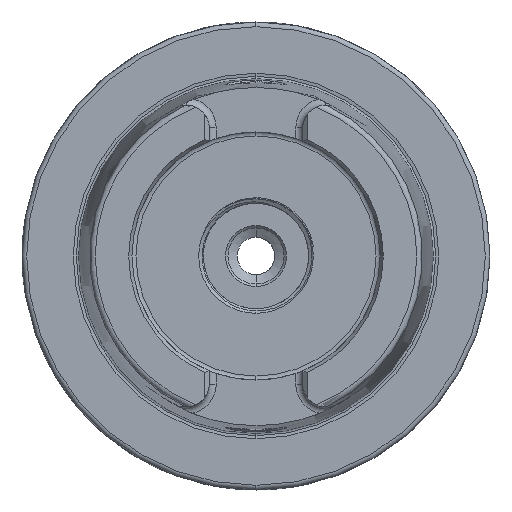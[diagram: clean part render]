
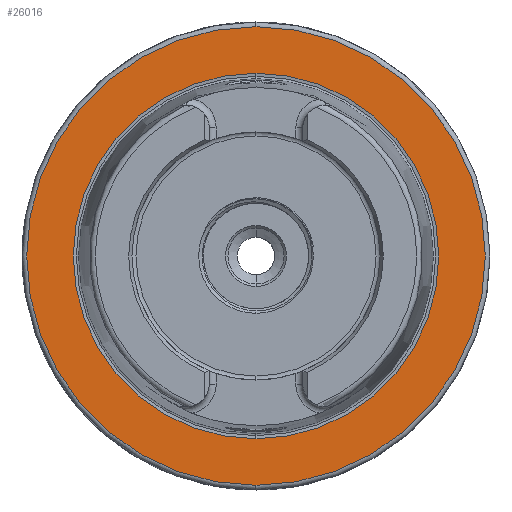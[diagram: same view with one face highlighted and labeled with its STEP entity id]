
A CAD part, left-side view. The second image highlights one B-rep face of the part: STEP entity #26016.
In plain terms, the highlighted planar face has unit normal (-1, 0, 0).
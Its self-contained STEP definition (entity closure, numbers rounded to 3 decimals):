
#2039 = CARTESIAN_POINT ( 'NONE',  ( 0., 0., 0. ) ) ;
#2055 = DIRECTION ( 'NONE',  ( 1., 0., 0. ) ) ;
#2060 = DIRECTION ( 'NONE',  ( 0., 0., -1. ) ) ;
#3554 = CIRCLE ( 'NONE', #4018, 49. ) ;
#3838 = CIRCLE ( 'NONE', #4068, 39.054 ) ;
#3857 = CIRCLE ( 'NONE', #4089, 49. ) ;
#4018 = AXIS2_PLACEMENT_3D ( 'NONE', #7537, #7514, #7555 ) ;
#4068 = AXIS2_PLACEMENT_3D ( 'NONE', #25784, #25767, #25769 ) ;
#4089 = AXIS2_PLACEMENT_3D ( 'NONE', #25760, #25750, #25765 ) ;
#4266 = AXIS2_PLACEMENT_3D ( 'NONE', #24031, #24056, #24034 ) ;
#7514 = DIRECTION ( 'NONE',  ( -1., 0., 0. ) ) ;
#7537 = CARTESIAN_POINT ( 'NONE',  ( 0., 0., 0. ) ) ;
#7555 = DIRECTION ( 'NONE',  ( 0., 0., 1. ) ) ;
#14554 = CIRCLE ( 'NONE', #21409, 39.054 ) ;
#14714 = EDGE_LOOP ( 'NONE', ( #24253, #24457 ) ) ;
#14759 = EDGE_LOOP ( 'NONE', ( #24221, #24458 ) ) ;
#15235 = FACE_BOUND ( 'NONE', #14714, .T. ) ;
#15257 = FACE_OUTER_BOUND ( 'NONE', #14759, .T. ) ;
#15754 = CARTESIAN_POINT ( 'NONE',  ( 0., 0., -49. ) ) ;
#15755 = CARTESIAN_POINT ( 'NONE',  ( 0., 0., 49. ) ) ;
#15774 = CARTESIAN_POINT ( 'NONE',  ( 0., 0., -39.054 ) ) ;
#15838 = CARTESIAN_POINT ( 'NONE',  ( 0., 0., 39.054 ) ) ;
#17365 = VERTEX_POINT ( 'NONE', #15774 ) ;
#17372 = VERTEX_POINT ( 'NONE', #15755 ) ;
#17373 = VERTEX_POINT ( 'NONE', #15754 ) ;
#17407 = VERTEX_POINT ( 'NONE', #15838 ) ;
#20493 = EDGE_CURVE ( 'NONE', #17407, #17365, #14554, .T. ) ;
#21197 = EDGE_CURVE ( 'NONE', #17372, #17373, #3554, .T. ) ;
#21409 = AXIS2_PLACEMENT_3D ( 'NONE', #2039, #2055, #2060 ) ;
#24028 = PLANE ( 'NONE',  #4266 ) ;
#24031 = CARTESIAN_POINT ( 'NONE',  ( 0., 39.054, 0. ) ) ;
#24034 = DIRECTION ( 'NONE',  ( 0., 0., 1. ) ) ;
#24056 = DIRECTION ( 'NONE',  ( -1., 0., 0. ) ) ;
#24221 = ORIENTED_EDGE ( 'NONE', *, *, #21197, .T. ) ;
#24253 = ORIENTED_EDGE ( 'NONE', *, *, #20493, .T. ) ;
#24457 = ORIENTED_EDGE ( 'NONE', *, *, #25107, .T. ) ;
#24458 = ORIENTED_EDGE ( 'NONE', *, *, #25109, .T. ) ;
#25107 = EDGE_CURVE ( 'NONE', #17365, #17407, #3838, .T. ) ;
#25109 = EDGE_CURVE ( 'NONE', #17373, #17372, #3857, .T. ) ;
#25750 = DIRECTION ( 'NONE',  ( -1., 0., 0. ) ) ;
#25760 = CARTESIAN_POINT ( 'NONE',  ( 0., 0., 0. ) ) ;
#25765 = DIRECTION ( 'NONE',  ( 0., 0., 1. ) ) ;
#25767 = DIRECTION ( 'NONE',  ( 1., 0., 0. ) ) ;
#25769 = DIRECTION ( 'NONE',  ( 0., 0., -1. ) ) ;
#25784 = CARTESIAN_POINT ( 'NONE',  ( 0., 0., 0. ) ) ;
#26016 = ADVANCED_FACE ( 'NONE', ( #15257, #15235 ), #24028, .T. ) ;
